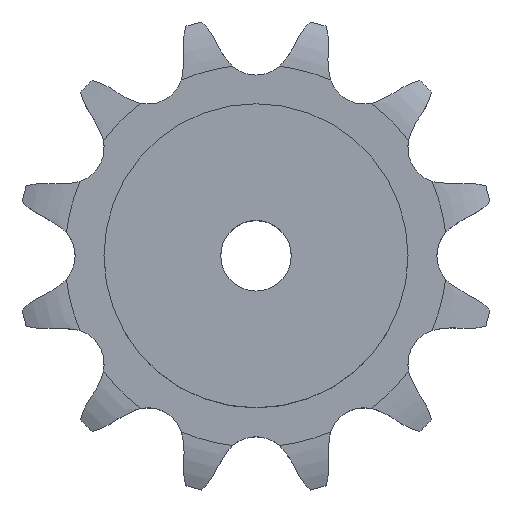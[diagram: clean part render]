
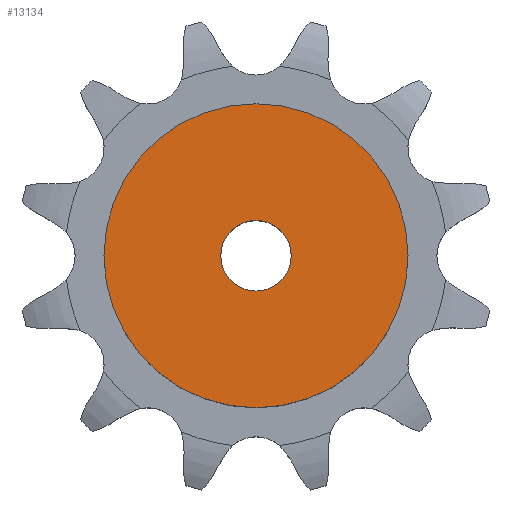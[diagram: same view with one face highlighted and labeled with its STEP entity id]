
A CAD part, top view. The second image highlights one B-rep face of the part: STEP entity #13134.
In plain terms, the highlighted planar face has unit normal (0, 0, 1).
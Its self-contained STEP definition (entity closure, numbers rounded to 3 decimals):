
#2100 = CYLINDRICAL_SURFACE('',#2101,34.5);
#2101 = AXIS2_PLACEMENT_3D('',#2102,#2103,#2104);
#2102 = CARTESIAN_POINT('',(0.,0.,0.));
#2103 = DIRECTION('',(-0.,-0.,-1.));
#2104 = DIRECTION('',(1.,0.,0.));
#8471 = VERTEX_POINT('',#8472);
#8472 = CARTESIAN_POINT('',(34.5,0.,40.));
#8493 = EDGE_CURVE('',#8471,#8471,#8494,.T.);
#8494 = SURFACE_CURVE('',#8495,(#8500,#8507),.PCURVE_S1.);
#8495 = CIRCLE('',#8496,34.5);
#8496 = AXIS2_PLACEMENT_3D('',#8497,#8498,#8499);
#8497 = CARTESIAN_POINT('',(0.,0.,40.));
#8498 = DIRECTION('',(0.,0.,1.));
#8499 = DIRECTION('',(1.,0.,0.));
#8500 = PCURVE('',#2100,#8501);
#8501 = DEFINITIONAL_REPRESENTATION('',(#8502),#8506);
#8502 = LINE('',#8503,#8504);
#8503 = CARTESIAN_POINT('',(-0.,-40.));
#8504 = VECTOR('',#8505,1.);
#8505 = DIRECTION('',(-1.,0.));
#8506 = ( GEOMETRIC_REPRESENTATION_CONTEXT(2) 
PARAMETRIC_REPRESENTATION_CONTEXT() REPRESENTATION_CONTEXT('2D SPACE',''
  ) );
#8507 = PCURVE('',#8508,#8513);
#8508 = PLANE('',#8509);
#8509 = AXIS2_PLACEMENT_3D('',#8510,#8511,#8512);
#8510 = CARTESIAN_POINT('',(0.,0.,40.)
  );
#8511 = DIRECTION('',(0.,0.,1.));
#8512 = DIRECTION('',(1.,0.,0.));
#8513 = DEFINITIONAL_REPRESENTATION('',(#8514),#8518);
#8514 = CIRCLE('',#8515,34.5);
#8515 = AXIS2_PLACEMENT_2D('',#8516,#8517);
#8516 = CARTESIAN_POINT('',(0.,0.));
#8517 = DIRECTION('',(1.,0.));
#8518 = ( GEOMETRIC_REPRESENTATION_CONTEXT(2) 
PARAMETRIC_REPRESENTATION_CONTEXT() REPRESENTATION_CONTEXT('2D SPACE',''
  ) );
#11264 = CYLINDRICAL_SURFACE('',#11265,8.);
#11265 = AXIS2_PLACEMENT_3D('',#11266,#11267,#11268);
#11266 = CARTESIAN_POINT('',(0.,0.,181.591));
#11267 = DIRECTION('',(0.,0.,1.));
#11268 = DIRECTION('',(1.,0.,0.));
#13134 = ADVANCED_FACE('',(#13135,#13138),#8508,.T.);
#13135 = FACE_BOUND('',#13136,.T.);
#13136 = EDGE_LOOP('',(#13137));
#13137 = ORIENTED_EDGE('',*,*,#8493,.T.);
#13138 = FACE_BOUND('',#13139,.T.);
#13139 = EDGE_LOOP('',(#13140));
#13140 = ORIENTED_EDGE('',*,*,#13141,.F.);
#13141 = EDGE_CURVE('',#13142,#13142,#13144,.T.);
#13142 = VERTEX_POINT('',#13143);
#13143 = CARTESIAN_POINT('',(8.,0.,40.));
#13144 = SURFACE_CURVE('',#13145,(#13150,#13157),.PCURVE_S1.);
#13145 = CIRCLE('',#13146,8.);
#13146 = AXIS2_PLACEMENT_3D('',#13147,#13148,#13149);
#13147 = CARTESIAN_POINT('',(0.,0.,40.));
#13148 = DIRECTION('',(0.,0.,1.));
#13149 = DIRECTION('',(1.,0.,0.));
#13150 = PCURVE('',#8508,#13151);
#13151 = DEFINITIONAL_REPRESENTATION('',(#13152),#13156);
#13152 = CIRCLE('',#13153,8.);
#13153 = AXIS2_PLACEMENT_2D('',#13154,#13155);
#13154 = CARTESIAN_POINT('',(0.,0.));
#13155 = DIRECTION('',(1.,0.));
#13156 = ( GEOMETRIC_REPRESENTATION_CONTEXT(2) 
PARAMETRIC_REPRESENTATION_CONTEXT() REPRESENTATION_CONTEXT('2D SPACE',''
  ) );
#13157 = PCURVE('',#11264,#13158);
#13158 = DEFINITIONAL_REPRESENTATION('',(#13159),#13163);
#13159 = LINE('',#13160,#13161);
#13160 = CARTESIAN_POINT('',(0.,-141.591));
#13161 = VECTOR('',#13162,1.);
#13162 = DIRECTION('',(1.,0.));
#13163 = ( GEOMETRIC_REPRESENTATION_CONTEXT(2) 
PARAMETRIC_REPRESENTATION_CONTEXT() REPRESENTATION_CONTEXT('2D SPACE',''
  ) );
